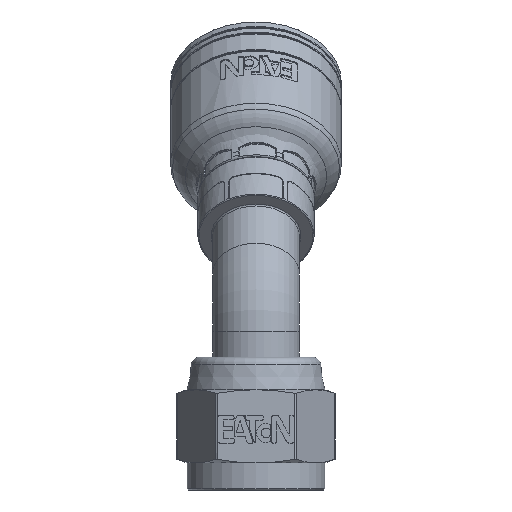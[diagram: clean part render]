
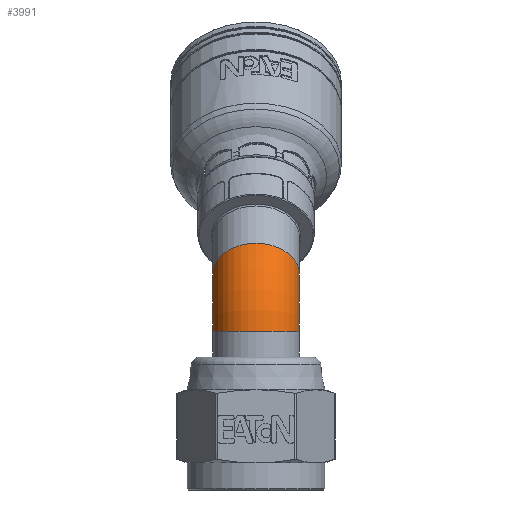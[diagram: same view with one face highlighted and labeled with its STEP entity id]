
A CAD part, left-side view. The second image highlights one B-rep face of the part: STEP entity #3991.
In plain terms, the highlighted toroidal (fillet/blend) face has major radius 381 mm and minor radius 203.2 mm.
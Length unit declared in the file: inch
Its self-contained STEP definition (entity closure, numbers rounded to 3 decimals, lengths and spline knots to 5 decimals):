
#2390=CARTESIAN_POINT('',(39.88226,5.56646,46.92311));
#2391=VERTEX_POINT('',#2390);
#2392=CARTESIAN_POINT('',(39.88226,13.56646,46.92311));
#2393=DIRECTION('',(-0.707,0.0,-0.707));
#2394=DIRECTION('',(0.707,0.0,-0.707));
#2395=AXIS2_PLACEMENT_3D('',#2392,#2393,#2394);
#2396=CIRCLE('',#2395,8.);
#2397=EDGE_CURVE('',#2391,#2391,#2396,.T.);
#3705=CARTESIAN_POINT('',(27.48886,13.56644,36.31651));
#3706=VERTEX_POINT('',#3705);
#3707=CARTESIAN_POINT('',(43.48886,13.56644,36.31651));
#3708=VERTEX_POINT('',#3707);
#3709=CARTESIAN_POINT('',(35.48886,13.56646,36.31651));
#3710=DIRECTION('',(0.0,0.0,1.0));
#3711=DIRECTION('',(1.0,0.0,0.0));
#3712=AXIS2_PLACEMENT_3D('',#3709,#3710,#3711);
#3713=CIRCLE('',#3712,8.);
#3714=EDGE_CURVE('',#3706,#3708,#3713,.T.);
#3716=CARTESIAN_POINT('',(27.48886,13.56644,36.31651));
#3717=VERTEX_POINT('',#3716);
#3718=CARTESIAN_POINT('',(35.48886,13.56646,36.31651));
#3719=DIRECTION('',(0.0,0.0,1.0));
#3720=DIRECTION('',(1.0,0.0,0.0));
#3721=AXIS2_PLACEMENT_3D('',#3718,#3719,#3720);
#3722=CIRCLE('',#3721,8.);
#3723=EDGE_CURVE('',#3717,#3706,#3722,.T.);
#3725=CARTESIAN_POINT('',(43.48886,13.56646,36.31651));
#3726=VERTEX_POINT('',#3725);
#3727=CARTESIAN_POINT('',(35.48886,13.56644,36.31651));
#3728=DIRECTION('',(0.0,0.0,1.0));
#3729=DIRECTION('',(-1.0,0.0,0.0));
#3730=AXIS2_PLACEMENT_3D('',#3727,#3728,#3729);
#3731=CIRCLE('',#3730,8.);
#3732=EDGE_CURVE('',#3726,#3717,#3731,.T.);
#3734=CARTESIAN_POINT('',(35.48886,13.56646,36.31651));
#3735=DIRECTION('',(0.0,0.0,1.0));
#3736=DIRECTION('',(1.0,0.0,0.0));
#3737=AXIS2_PLACEMENT_3D('',#3734,#3735,#3736);
#3738=CIRCLE('',#3737,8.);
#3739=EDGE_CURVE('',#3708,#3726,#3738,.T.);
#3977=CARTESIAN_POINT('',(50.48886,13.56646,36.31651));
#3978=DIRECTION('',(0.0,1.0,0.0));
#3979=DIRECTION('',(0.0,0.0,1.0));
#3980=AXIS2_PLACEMENT_3D('',#3977,#3978,#3979);
#3981=TOROIDAL_SURFACE('',#3980,15.,8.);
#3982=ORIENTED_EDGE('',*,*,#2397,.T.);
#3983=EDGE_LOOP('',(#3982));
#3984=FACE_OUTER_BOUND('',#3983,.T.);
#3985=ORIENTED_EDGE('',*,*,#3732,.T.);
#3986=ORIENTED_EDGE('',*,*,#3723,.T.);
#3987=ORIENTED_EDGE('',*,*,#3714,.T.);
#3988=ORIENTED_EDGE('',*,*,#3739,.T.);
#3989=EDGE_LOOP('',(#3985,#3986,#3987,#3988));
#3990=FACE_BOUND('',#3989,.T.);
#3991=ADVANCED_FACE('',(#3984,#3990),#3981,.T.);
